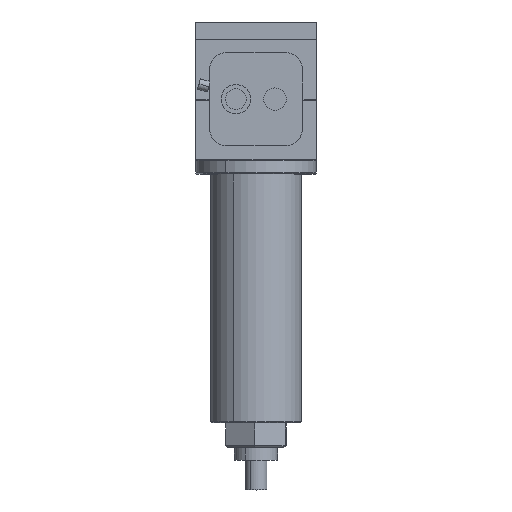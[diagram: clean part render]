
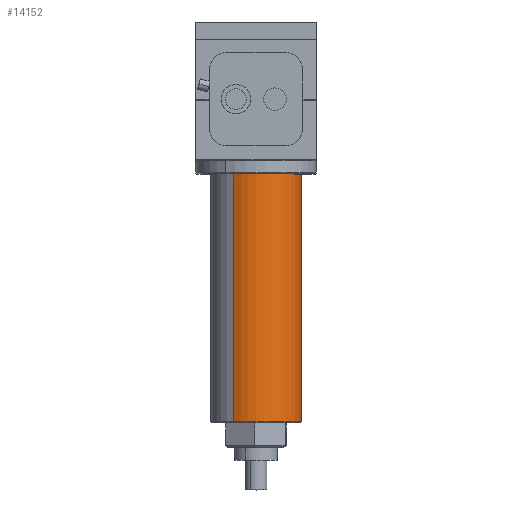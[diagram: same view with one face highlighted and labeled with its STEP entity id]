
A CAD part, top view. The second image highlights one B-rep face of the part: STEP entity #14152.
In plain terms, the highlighted cylindrical face has radius 16.675 mm (diameter 33.35 mm), a partial arc.
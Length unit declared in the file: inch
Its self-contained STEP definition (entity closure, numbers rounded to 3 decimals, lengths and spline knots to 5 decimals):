
#22 = LINE ( 'NONE', #13912, #6932 ) ;
#200 = VERTEX_POINT ( 'NONE', #9958 ) ;
#514 = ORIENTED_EDGE ( 'NONE', *, *, #9331, .T. ) ;
#800 = AXIS2_PLACEMENT_3D ( 'NONE', #5118, #13675, #6324 ) ;
#1040 = VECTOR ( 'NONE', #2068, 39.37008 ) ;
#1438 = LINE ( 'NONE', #2121, #1040 ) ;
#1503 = CARTESIAN_POINT ( 'NONE',  ( 0., 0., 3.96 ) ) ;
#1691 = CIRCLE ( 'NONE', #3218, 0.6565 ) ;
#2068 = DIRECTION ( 'NONE',  ( 0., 0., -1. ) ) ;
#2121 = CARTESIAN_POINT ( 'NONE',  ( 0.6565, 0., 3.96 ) ) ;
#2199 = DIRECTION ( 'NONE',  ( 0., 0., -1. ) ) ;
#2727 = DIRECTION ( 'NONE',  ( 0., 0., -1. ) ) ;
#2822 = CYLINDRICAL_SURFACE ( 'NONE', #8495, 0.6565 ) ;
#3218 = AXIS2_PLACEMENT_3D ( 'NONE', #9521, #2199, #10780 ) ;
#4118 = CIRCLE ( 'NONE', #800, 0.6565 ) ;
#5118 = CARTESIAN_POINT ( 'NONE',  ( 0., 0., 0.35 ) ) ;
#5151 = VERTEX_POINT ( 'NONE', #5436 ) ;
#5436 = CARTESIAN_POINT ( 'NONE',  ( -0.6565, 0., 3.945 ) ) ;
#6009 = EDGE_CURVE ( 'NONE', #200, #13178, #4118, .T. ) ;
#6324 = DIRECTION ( 'NONE',  ( 1., 0., 0. ) ) ;
#6932 = VECTOR ( 'NONE', #8999, 39.37008 ) ;
#8495 = AXIS2_PLACEMENT_3D ( 'NONE', #1503, #2727, #11336 ) ;
#8999 = DIRECTION ( 'NONE',  ( 0., 0., -1. ) ) ;
#9331 = EDGE_CURVE ( 'NONE', #5151, #200, #22, .T. ) ;
#9367 = FACE_OUTER_BOUND ( 'NONE', #13472, .T. ) ;
#9521 = CARTESIAN_POINT ( 'NONE',  ( 0., 0., 3.945 ) ) ;
#9623 = CARTESIAN_POINT ( 'NONE',  ( 0.6565, 0., 3.945 ) ) ;
#9958 = CARTESIAN_POINT ( 'NONE',  ( -0.6565, 0., 0.35 ) ) ;
#10780 = DIRECTION ( 'NONE',  ( 1., 0., 0. ) ) ;
#11336 = DIRECTION ( 'NONE',  ( -1., 0., 0. ) ) ;
#11594 = VERTEX_POINT ( 'NONE', #9623 ) ;
#13178 = VERTEX_POINT ( 'NONE', #14496 ) ;
#13472 = EDGE_LOOP ( 'NONE', ( #13639, #14982, #514, #14091 ) ) ;
#13639 = ORIENTED_EDGE ( 'NONE', *, *, #15864, .F. ) ;
#13675 = DIRECTION ( 'NONE',  ( 0., 0., 1. ) ) ;
#13912 = CARTESIAN_POINT ( 'NONE',  ( -0.6565, 0., 3.96 ) ) ;
#14091 = ORIENTED_EDGE ( 'NONE', *, *, #6009, .T. ) ;
#14152 = ADVANCED_FACE ( 'NONE', ( #9367 ), #2822, .T. ) ;
#14462 = EDGE_CURVE ( 'NONE', #11594, #5151, #1691, .T. ) ;
#14496 = CARTESIAN_POINT ( 'NONE',  ( 0.6565, 0., 0.35 ) ) ;
#14982 = ORIENTED_EDGE ( 'NONE', *, *, #14462, .T. ) ;
#15864 = EDGE_CURVE ( 'NONE', #11594, #13178, #1438, .T. ) ;
